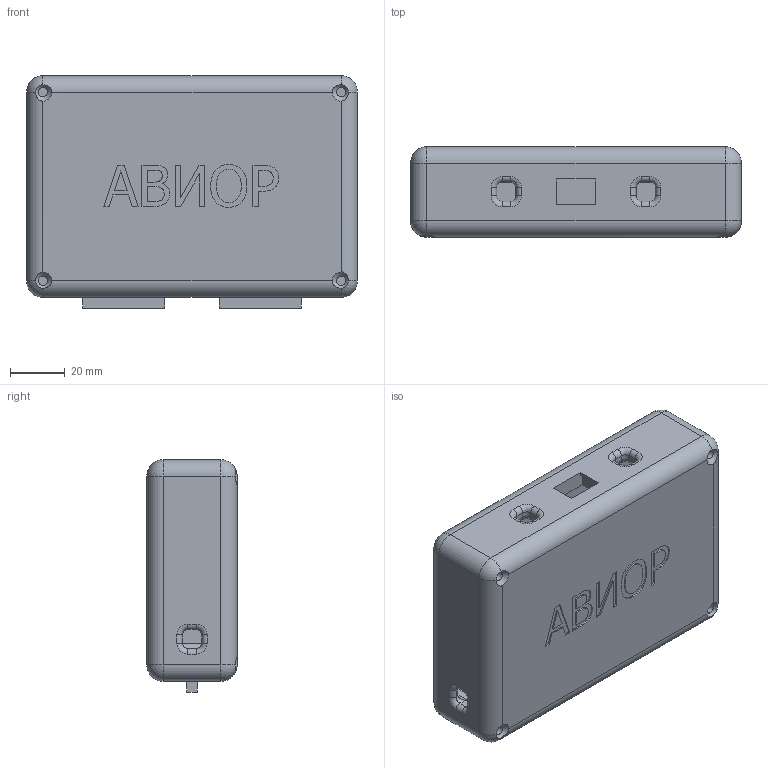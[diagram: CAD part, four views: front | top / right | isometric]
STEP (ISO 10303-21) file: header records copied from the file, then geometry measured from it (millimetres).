
FILE_DESCRIPTION(/* description */ (''),/* implementation_level */ '2;1');
FILE_NAME(/* name */ 'корпус емкость.stp',/* time_stamp */ '2023-02-19T00:41:48+03:00',/* author */ ('Tasya'),/* organization */ (''),/* preprocessor_version */ 'ST-DEVELOPER v18.1',/* originating_system */ 'Autodesk Inventor 2021',/* authorisation */ '');
FILE_SCHEMA (('AUTOMOTIVE_DESIGN { 1 0 10303 214 3 1 1 }'));
Length unit declared in the file: millimetre
Products named in the file (1): корпус емкость
Bounding box: 121 x 33 x 85 mm (x, y, z)
Volume: 99113.3 mm3; surface area: 60783.5 mm2
Topology: 2 solids, 2 shells, 303 faces, 761 edges, 480 vertices
Faces by surface type: plane 110, cylinder 93, bspline 36, torus 28, sphere 24, cone 12
Full cylindrical faces by diameter (mm): 3 x4, 3.4 x4, 3.9 x4, 5.2 x1, 7 x4
Entity records: 9489 total; most frequent: CARTESIAN_POINT 2191, ORIENTED_EDGE 1522, DIRECTION 1503, EDGE_CURVE 761, AXIS2_PLACEMENT_3D 560, VERTEX_POINT 480, LINE 383, VECTOR 383
